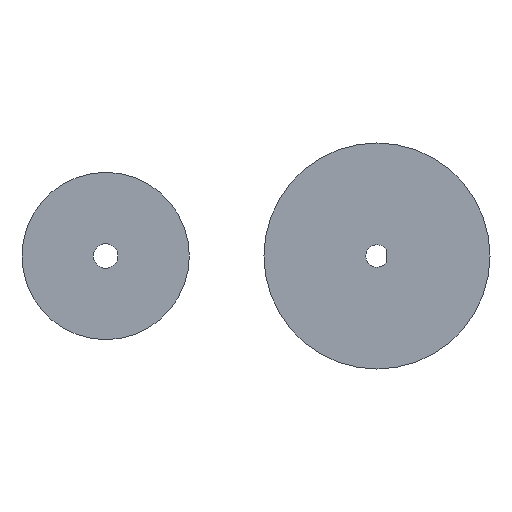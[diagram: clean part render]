
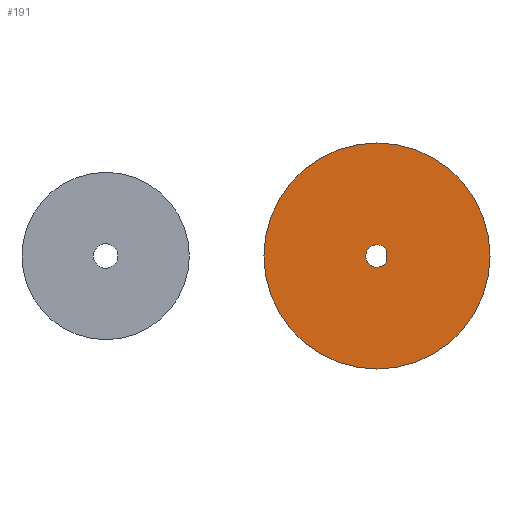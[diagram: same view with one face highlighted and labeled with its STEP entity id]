
A CAD part, front view. The second image highlights one B-rep face of the part: STEP entity #191.
In plain terms, the highlighted planar face has unit normal (0, -1, 0).
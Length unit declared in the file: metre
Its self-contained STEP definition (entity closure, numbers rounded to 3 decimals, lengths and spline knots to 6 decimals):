
#24=LINE('',#340,#28);
#28=VECTOR('',#270,1.);
#42=ORIENTED_EDGE('',*,*,#72,.T.);
#43=ORIENTED_EDGE('',*,*,#71,.F.);
#44=ORIENTED_EDGE('',*,*,#74,.F.);
#71=EDGE_CURVE('',#89,#88,#24,.T.);
#72=EDGE_CURVE('',#90,#90,#104,.T.);
#74=EDGE_CURVE('',#88,#89,#106,.T.);
#88=VERTEX_POINT('',#337);
#89=VERTEX_POINT('',#339);
#90=VERTEX_POINT('',#343);
#104=CIRCLE('',#231,0.025);
#106=CIRCLE('',#234,0.0025);
#124=EDGE_LOOP('',(#42));
#125=EDGE_LOOP('',(#43,#44));
#154=FACE_BOUND('',#124,.T.);
#155=FACE_BOUND('',#125,.T.);
#180=PLANE('',#236);
#191=ADVANCED_FACE('',(#154,#155),#180,.T.);
#231=AXIS2_PLACEMENT_3D('',#342,#273,#274);
#234=AXIS2_PLACEMENT_3D('',#347,#279,#280);
#236=AXIS2_PLACEMENT_3D('',#350,#283,#284);
#270=DIRECTION('',(0.,0.,1.));
#273=DIRECTION('',(0.,-1.,0.));
#274=DIRECTION('',(0.,0.,-1.));
#279=DIRECTION('',(0.,-1.,0.));
#280=DIRECTION('',(0.,0.,-1.));
#283=DIRECTION('',(0.,-1.,0.));
#284=DIRECTION('',(1.,0.,0.));
#337=CARTESIAN_POINT('',(0.002,-0.008,0.0015));
#339=CARTESIAN_POINT('',(0.002,-0.008,-0.0015));
#340=CARTESIAN_POINT('',(0.002,-0.008,0.));
#342=CARTESIAN_POINT('',(0.,-0.008,0.));
#343=CARTESIAN_POINT('',(0.,-0.008,-0.025));
#347=CARTESIAN_POINT('',(0.,-0.008,0.));
#350=CARTESIAN_POINT('',(0.,-0.008,0.));
